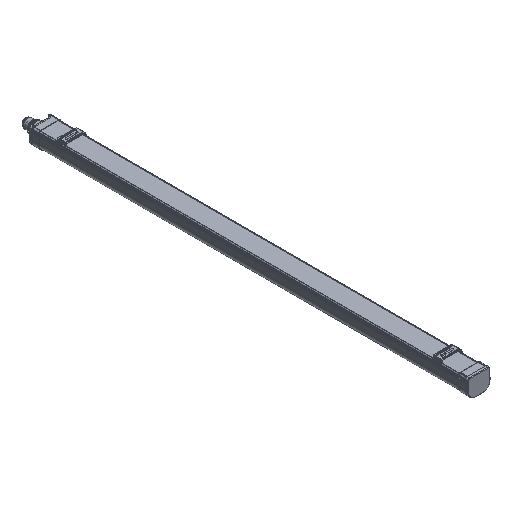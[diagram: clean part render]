
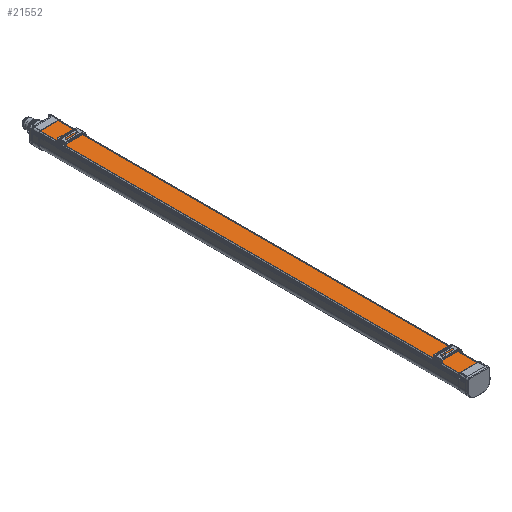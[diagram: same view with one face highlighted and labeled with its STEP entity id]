
A CAD part, isometric view. The second image highlights one B-rep face of the part: STEP entity #21552.
In plain terms, the highlighted planar face has unit normal (0, 0, 1).
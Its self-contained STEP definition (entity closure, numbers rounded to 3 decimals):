
#463 = EDGE_CURVE ( 'NONE', #9471, #22478, #23549, .T. ) ;
#578 = EDGE_CURVE ( 'NONE', #3177, #21279, #22347, .T. ) ;
#969 = CARTESIAN_POINT ( 'NONE',  ( -25.15, 196.967, -7.6 ) ) ;
#2387 = CARTESIAN_POINT ( 'NONE',  ( 25.15, 590.9, -7.6 ) ) ;
#2644 = CARTESIAN_POINT ( 'NONE',  ( -8.383, 590.9, -7.6 ) ) ;
#2650 = CARTESIAN_POINT ( 'NONE',  ( 25.15, 196.967, -7.6 ) ) ;
#2746 = CARTESIAN_POINT ( 'NONE',  ( -25.15, -196.967, -7.6 ) ) ;
#2845 = CARTESIAN_POINT ( 'NONE',  ( 25.15, 590.9, -7.6 ) ) ;
#3151 = CARTESIAN_POINT ( 'NONE',  ( -25.15, -590.9, -7.6 ) ) ;
#3157 = CARTESIAN_POINT ( 'NONE',  ( 25.15, -196.967, -7.6 ) ) ;
#3177 = VERTEX_POINT ( 'NONE', #9683 ) ;
#3417 = B_SPLINE_CURVE_WITH_KNOTS ( 'NONE', 3,
 ( #20091, #3157, #2650, #8718 ),
 .UNSPECIFIED., .F., .F.,
 ( 4, 4 ),
 ( 0., 1. ),
 .UNSPECIFIED. ) ;
#4645 = CARTESIAN_POINT ( 'NONE',  ( 25.15, -592.6, -7.6 ) ) ;
#4874 = EDGE_LOOP ( 'NONE', ( #9138, #18373, #19072, #14110 ) ) ;
#8718 = CARTESIAN_POINT ( 'NONE',  ( 25.15, 590.9, -7.6 ) ) ;
#9138 = ORIENTED_EDGE ( 'NONE', *, *, #23657, .F. ) ;
#9471 = VERTEX_POINT ( 'NONE', #2845 ) ;
#9683 = CARTESIAN_POINT ( 'NONE',  ( 25.15, -590.9, -7.6 ) ) ;
#10332 = DIRECTION ( 'NONE',  ( 1., 0., 0. ) ) ;
#12248 = DIRECTION ( 'NONE',  ( 0., 0., 1. ) ) ;
#12890 = CARTESIAN_POINT ( 'NONE',  ( 25.15, -590.9, -7.6 ) ) ;
#14110 = ORIENTED_EDGE ( 'NONE', *, *, #463, .T. ) ;
#14307 = CARTESIAN_POINT ( 'NONE',  ( -25.15, 590.9, -7.6 ) ) ;
#14923 = CARTESIAN_POINT ( 'NONE',  ( -8.383, -590.9, -7.6 ) ) ;
#16056 = CARTESIAN_POINT ( 'NONE',  ( -25.15, 590.9, -7.6 ) ) ;
#16425 = CARTESIAN_POINT ( 'NONE',  ( -25.15, -590.9, -7.6 ) ) ;
#16581 = CARTESIAN_POINT ( 'NONE',  ( -25.15, -590.9, -7.6 ) ) ;
#17067 = CARTESIAN_POINT ( 'NONE',  ( 8.383, -590.9, -7.6 ) ) ;
#18060 = CARTESIAN_POINT ( 'NONE',  ( -25.15, 590.9, -7.6 ) ) ;
#18067 = FACE_OUTER_BOUND ( 'NONE', #4874, .T. ) ;
#18340 = CARTESIAN_POINT ( 'NONE',  ( 8.383, 590.9, -7.6 ) ) ;
#18373 = ORIENTED_EDGE ( 'NONE', *, *, #578, .F. ) ;
#19072 = ORIENTED_EDGE ( 'NONE', *, *, #20608, .T. ) ;
#20091 = CARTESIAN_POINT ( 'NONE',  ( 25.15, -590.9, -7.6 ) ) ;
#20450 = PLANE ( 'NONE',  #23882 ) ;
#20608 = EDGE_CURVE ( 'NONE', #3177, #9471, #3417, .T. ) ;
#21279 = VERTEX_POINT ( 'NONE', #16581 ) ;
#21552 = ADVANCED_FACE ( 'NONE', ( #18067 ), #20450, .T. ) ;
#22347 = B_SPLINE_CURVE_WITH_KNOTS ( 'NONE', 3,
 ( #12890, #17067, #14923, #3151 ),
 .UNSPECIFIED., .F., .F.,
 ( 4, 4 ),
 ( 0., 1. ),
 .UNSPECIFIED. ) ;
#22478 = VERTEX_POINT ( 'NONE', #16056 ) ;
#23549 = B_SPLINE_CURVE_WITH_KNOTS ( 'NONE', 3,
 ( #2387, #18340, #2644, #14307 ),
 .UNSPECIFIED., .F., .F.,
 ( 4, 4 ),
 ( 0., 1. ),
 .UNSPECIFIED. ) ;
#23657 = EDGE_CURVE ( 'NONE', #21279, #22478, #24342, .T. ) ;
#23882 = AXIS2_PLACEMENT_3D ( 'NONE', #4645, #12248, #10332 ) ;
#24342 = B_SPLINE_CURVE_WITH_KNOTS ( 'NONE', 3,
 ( #16425, #2746, #969, #18060 ),
 .UNSPECIFIED., .F., .F.,
 ( 4, 4 ),
 ( 0., 1. ),
 .UNSPECIFIED. ) ;
